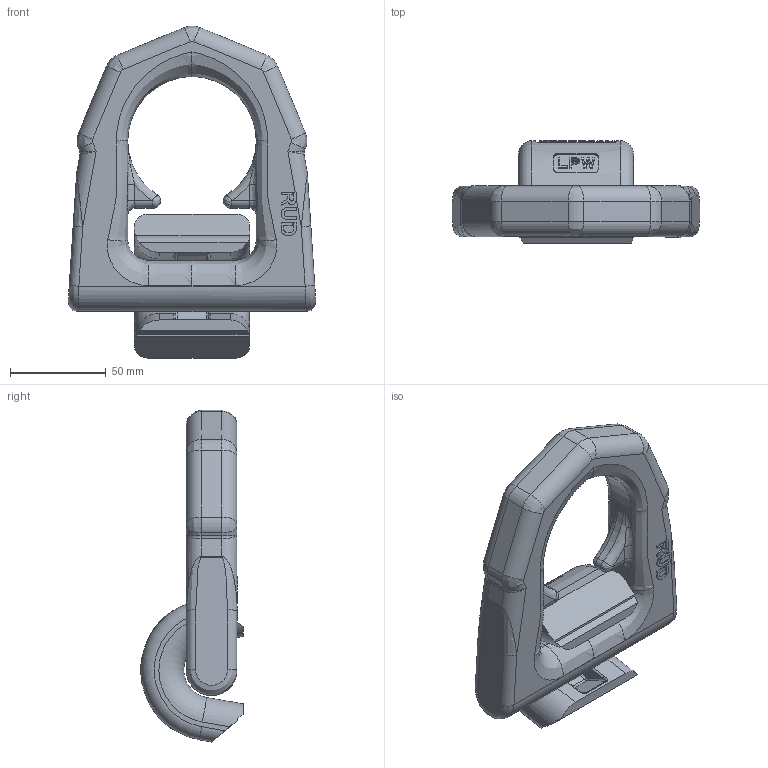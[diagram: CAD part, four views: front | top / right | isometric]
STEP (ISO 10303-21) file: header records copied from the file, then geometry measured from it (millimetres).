
FILE_DESCRIPTION((''),'2;1');
FILE_NAME('001-M31867-P7_ASM','2017-10-10T',('anja.joas'),(''),'PRO/ENGINEER BY PARAMETRIC TECHNOLOGY CORPORATION, 2011490','PRO/ENGINEER BY PARAMETRIC TECHNOLOGY CORPORATION, 2011490','');
FILE_SCHEMA(('CONFIG_CONTROL_DESIGN'));
Products named in the file (3): 001-M31867-P5; 001-M34887-P01; 001-M31867-P7_ASM
Assembly tree (2 placements, depth 2):
  001-M31867-P7_ASM
    001-M31867-P5
    001-M34887-P01
Bounding box: 129.17 x 53.43 x 173.22 mm (x, y, z)
Volume: 368154.4 mm3; surface area: 56870.4 mm2
Topology: 2 solids, 2 shells, 762 faces, 2060 edges, 1332 vertices
Faces by surface type: plane 564, cylinder 118, bspline 60, torus 20
Entity records: 40885 total; most frequent: CARTESIAN_POINT 23340, ORIENTED_EDGE 4120, DIRECTION 2934, EDGE_CURVE 2060, VERTEX_POINT 1332, AXIS2_PLACEMENT_3D 1027, VECTOR 880, LINE 880
